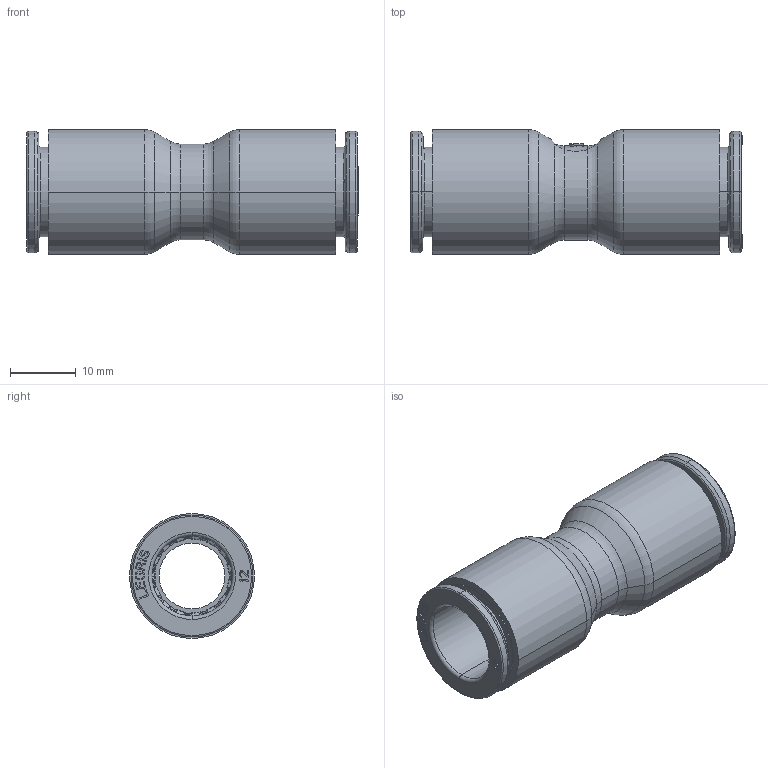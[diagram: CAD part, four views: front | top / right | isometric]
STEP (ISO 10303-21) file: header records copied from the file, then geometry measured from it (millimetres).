
FILE_DESCRIPTION(('STEP AP214'),'1');
FILE_NAME('6806_12_00.stp','2016-07-07T14:42:06',('TraceParts'),('TraceParts S.A.'),'Spatial InterOp 3D',' ',' ');
FILE_SCHEMA(('automotive_design'));
Length unit declared in the file: millimetre
Products named in the file (11): V806-12-00_ASM|Next assembly relationship#44112-19_ASM|Next assembly relationship#44112-21_ASM|Next assembly relationship#44112-32;44112-32; V806-12-00_ASM|Next assembly relationship#44112-19_ASM|Next assembly relationship#44112-21_ASM|Next assembly relationship#44112-30;44112-30; V806-12-00_ASM|Next assembly relationship#44112-19_ASM|Next assembly relationship#44112-21_ASM|Next assembly relationship#44112;44112; V806-12-00_ASM|Next assembly relationship#44112-19_ASM|Next assembly relationship#44112-40;44112-40; V806-12-00_ASM|Next assembly relationship#44522-06;44522-06; V806-12-00_ASM|Next assembly relationship#44112-11-10-ASM;44112-11-10-ASM
Bounding box: 50.4 x 18.98 x 18.98 mm (x, y, z)
Volume: 6488.3 mm3; surface area: 11673.5 mm2
Topology: 11 solids, 11 shells, 1245 faces, 3123 edges, 1934 vertices
Faces by surface type: plane 455, cylinder 220, torus 206, cone 180, bspline 180, sphere 4
Entity records: 47133 total; most frequent: CARTESIAN_POINT 18020, ORIENTED_EDGE 6238, DIRECTION 5734, EDGE_CURVE 3119, AXIS2_PLACEMENT_3D 2034, VERTEX_POINT 1934, LINE 1666, VECTOR 1666
